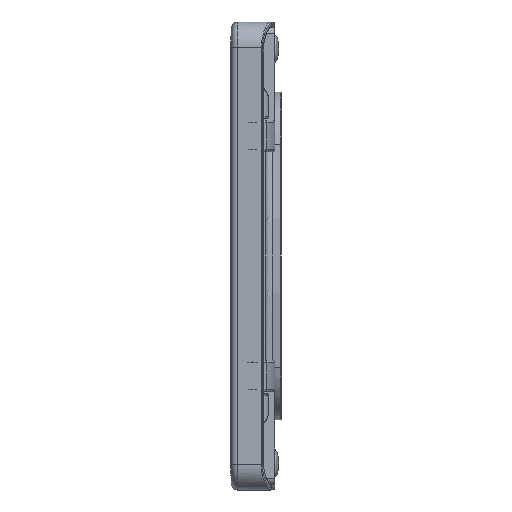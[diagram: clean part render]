
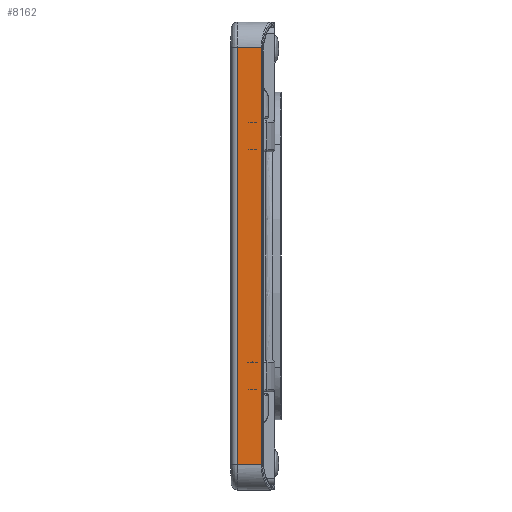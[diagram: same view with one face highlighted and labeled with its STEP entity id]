
A CAD part, left-side view. The second image highlights one B-rep face of the part: STEP entity #8162.
In plain terms, the highlighted planar face has unit normal (-1, 0, 0).
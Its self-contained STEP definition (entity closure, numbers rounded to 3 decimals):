
#174 = CARTESIAN_POINT ( 'NONE',  ( -161., -554.821, -185.241 ) ) ;
#235 = DIRECTION ( 'NONE',  ( 0., 1., 0. ) ) ;
#734 = ORIENTED_EDGE ( 'NONE', *, *, #2196, .T. ) ;
#891 = VECTOR ( 'NONE', #235, 1000. ) ;
#1351 = VERTEX_POINT ( 'NONE', #3951 ) ;
#1424 = AXIS2_PLACEMENT_3D ( 'NONE', #174, #3765, #2616 ) ;
#1477 = VECTOR ( 'NONE', #7368, 1000. ) ;
#1696 = EDGE_LOOP ( 'NONE', ( #5042, #4528, #734, #5602 ) ) ;
#1887 = LINE ( 'NONE', #2604, #891 ) ;
#2196 = EDGE_CURVE ( 'NONE', #14120, #1351, #11414, .T. ) ;
#2535 = EDGE_CURVE ( 'NONE', #10112, #5102, #1887, .T. ) ;
#2604 = CARTESIAN_POINT ( 'NONE',  ( -161., -554.821, 165.149 ) ) ;
#2616 = DIRECTION ( 'NONE',  ( 0., 0., 1. ) ) ;
#3765 = DIRECTION ( 'NONE',  ( -1., 0., 0. ) ) ;
#3951 = CARTESIAN_POINT ( 'NONE',  ( -161., 10.594, -165.149 ) ) ;
#4528 = ORIENTED_EDGE ( 'NONE', *, *, #15085, .T. ) ;
#5042 = ORIENTED_EDGE ( 'NONE', *, *, #2535, .T. ) ;
#5102 = VERTEX_POINT ( 'NONE', #6321 ) ;
#5507 = CARTESIAN_POINT ( 'NONE',  ( -161., -554.821, -165.149 ) ) ;
#5598 = LINE ( 'NONE', #12642, #12682 ) ;
#5602 = ORIENTED_EDGE ( 'NONE', *, *, #8485, .T. ) ;
#6321 = CARTESIAN_POINT ( 'NONE',  ( -161., 29.698, 165.149 ) ) ;
#7368 = DIRECTION ( 'NONE',  ( 0., 0., -1. ) ) ;
#7967 = DIRECTION ( 'NONE',  ( 0., -1., 0. ) ) ;
#7969 = CARTESIAN_POINT ( 'NONE',  ( -161., 29.698, -165.149 ) ) ;
#8162 = ADVANCED_FACE ( 'NONE', ( #8294 ), #10745, .T. ) ;
#8294 = FACE_OUTER_BOUND ( 'NONE', #1696, .T. ) ;
#8485 = EDGE_CURVE ( 'NONE', #1351, #10112, #5598, .T. ) ;
#8490 = DIRECTION ( 'NONE',  ( 0., 0., 1. ) ) ;
#9595 = CARTESIAN_POINT ( 'NONE',  ( -161., 10.594, 165.149 ) ) ;
#10112 = VERTEX_POINT ( 'NONE', #9595 ) ;
#10745 = PLANE ( 'NONE',  #1424 ) ;
#11414 = LINE ( 'NONE', #5507, #14374 ) ;
#12642 = CARTESIAN_POINT ( 'NONE',  ( -161., 10.594, 165.149 ) ) ;
#12682 = VECTOR ( 'NONE', #8490, 1000. ) ;
#13405 = LINE ( 'NONE', #14472, #1477 ) ;
#14120 = VERTEX_POINT ( 'NONE', #7969 ) ;
#14374 = VECTOR ( 'NONE', #7967, 1000. ) ;
#14472 = CARTESIAN_POINT ( 'NONE',  ( -161., 29.698, -185.241 ) ) ;
#15085 = EDGE_CURVE ( 'NONE', #5102, #14120, #13405, .T. ) ;
